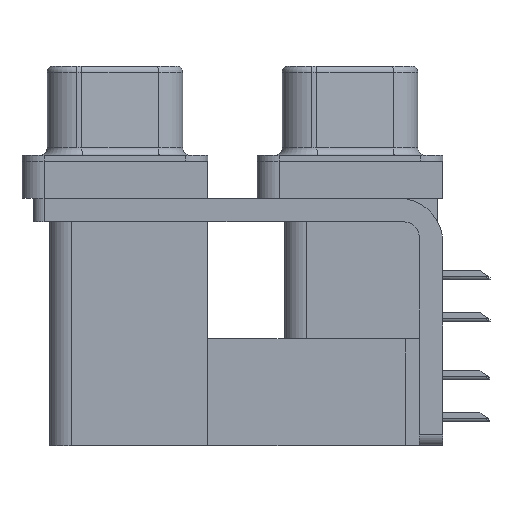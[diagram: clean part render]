
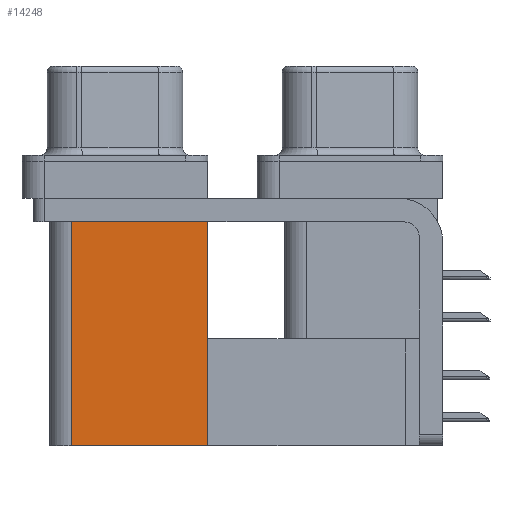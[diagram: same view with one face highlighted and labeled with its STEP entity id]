
A CAD part, left-side view. The second image highlights one B-rep face of the part: STEP entity #14248.
In plain terms, the highlighted planar face has unit normal (-1, 0, 0).
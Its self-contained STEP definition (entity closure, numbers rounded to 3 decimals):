
#2067 = CARTESIAN_POINT ( 'NONE',  ( 3.765, 9.6, -19.2 ) ) ;
#2614 = FACE_OUTER_BOUND ( 'NONE', #9638, .T. ) ;
#2674 = VERTEX_POINT ( 'NONE', #30584 ) ;
#2899 = DIRECTION ( 'NONE',  ( 0., 1., 0. ) ) ;
#3195 = VERTEX_POINT ( 'NONE', #2067 ) ;
#3356 = CARTESIAN_POINT ( 'NONE',  ( 3.765, 9.6, -19.2 ) ) ;
#5304 = EDGE_CURVE ( 'NONE', #2674, #7083, #29051, .T. ) ;
#5332 = LINE ( 'NONE', #29814, #11605 ) ;
#5339 = DIRECTION ( 'NONE',  ( 0., 0., -1. ) ) ;
#7023 = AXIS2_PLACEMENT_3D ( 'NONE', #10269, #22173, #5339 ) ;
#7083 = VERTEX_POINT ( 'NONE', #22308 ) ;
#7816 = DIRECTION ( 'NONE',  ( 0., 0., 1. ) ) ;
#8179 = DIRECTION ( 'NONE',  ( 0., 0., 1. ) ) ;
#9638 = EDGE_LOOP ( 'NONE', ( #22443, #10976, #22195, #30893 ) ) ;
#9655 = VECTOR ( 'NONE', #7816, 1000. ) ;
#10269 = CARTESIAN_POINT ( 'NONE',  ( 3.765, 9.6, -19.2 ) ) ;
#10976 = ORIENTED_EDGE ( 'NONE', *, *, #31224, .F. ) ;
#11068 = CARTESIAN_POINT ( 'NONE',  ( 3.765, 18.8, -19.2 ) ) ;
#11464 = LINE ( 'NONE', #26083, #9655 ) ;
#11605 = VECTOR ( 'NONE', #8179, 1000. ) ;
#12750 = VECTOR ( 'NONE', #23772, 1000. ) ;
#13939 = CARTESIAN_POINT ( 'NONE',  ( 3.765, 9.6, -2.5 ) ) ;
#13953 = VECTOR ( 'NONE', #2899, 1000. ) ;
#14248 = ADVANCED_FACE ( 'NONE', ( #2614 ), #22016, .F. ) ;
#16276 = EDGE_CURVE ( 'NONE', #3195, #2674, #11464, .T. ) ;
#20075 = LINE ( 'NONE', #3356, #13953 ) ;
#22016 = PLANE ( 'NONE',  #7023 ) ;
#22173 = DIRECTION ( 'NONE',  ( 1., 0., 0. ) ) ;
#22195 = ORIENTED_EDGE ( 'NONE', *, *, #24900, .F. ) ;
#22308 = CARTESIAN_POINT ( 'NONE',  ( 3.765, 18.8, -2.5 ) ) ;
#22443 = ORIENTED_EDGE ( 'NONE', *, *, #5304, .T. ) ;
#23772 = DIRECTION ( 'NONE',  ( 0., 1., 0. ) ) ;
#24900 = EDGE_CURVE ( 'NONE', #3195, #30955, #20075, .T. ) ;
#26083 = CARTESIAN_POINT ( 'NONE',  ( 3.765, 9.6, -19.2 ) ) ;
#29051 = LINE ( 'NONE', #13939, #12750 ) ;
#29814 = CARTESIAN_POINT ( 'NONE',  ( 3.765, 18.8, -19.2 ) ) ;
#30584 = CARTESIAN_POINT ( 'NONE',  ( 3.765, 9.6, -2.5 ) ) ;
#30893 = ORIENTED_EDGE ( 'NONE', *, *, #16276, .T. ) ;
#30955 = VERTEX_POINT ( 'NONE', #11068 ) ;
#31224 = EDGE_CURVE ( 'NONE', #30955, #7083, #5332, .T. ) ;
